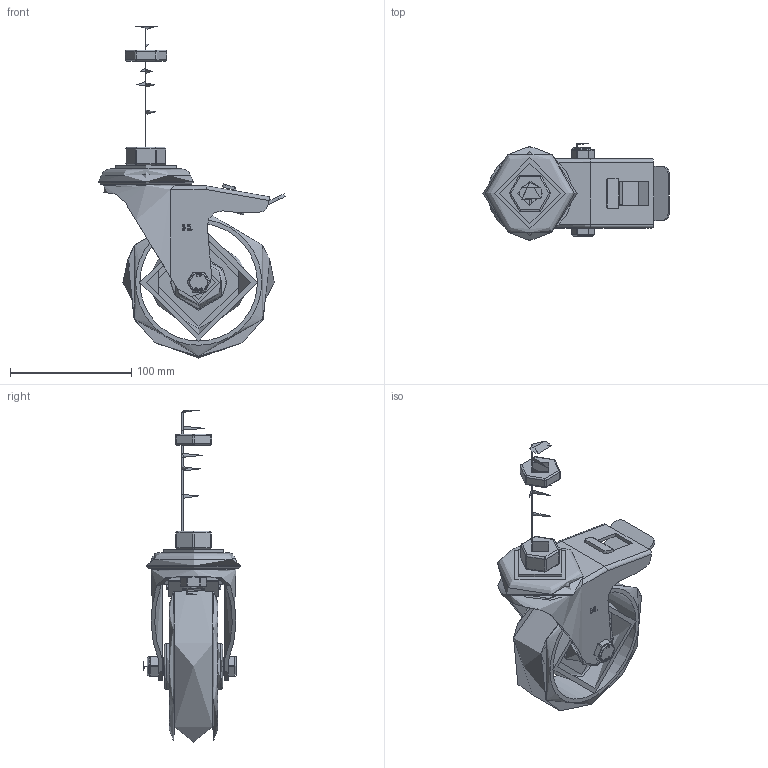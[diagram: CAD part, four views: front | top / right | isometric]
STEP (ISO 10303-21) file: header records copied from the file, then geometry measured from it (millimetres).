
FILE_DESCRIPTION(/* description */ (''),/* implementation_level */ '2;1');
FILE_NAME(/* name */ 'SSEH125RNBSWBM20X100.step',/* time_stamp */ '2024-08-01T16:29:07+01:00',/* author */ (''),/* organization */ (''),/* preprocessor_version */ 'ST-DEVELOPER v20',/* originating_system */ 'Autodesk Translation Framework v13.14.0.145',/* authorisation */ '');
FILE_SCHEMA (('AUTOMOTIVE_DESIGN { 1 0 10303 214 3 1 1 }'));
Products named in the file (30): SSEH125RNBSWBM20X100; SSEH125ASBH12SWB v1; STAINLESS  STEEL TOP HEAD; STAINLESS STEEL FORKS; STAINLESS STEEL BRAKE PEDAL; BRAKE PAD; BRAKE PAD Geometry; brake bolt; BZH125WRNRB15 v1; 75 SHORE A ELASTIC RUBBER TYRE; NYLON RIM; NYLON RIM Geometry; CAP; ROLLER BEARING; CAGE; RIBS; Component4; TUBEM15X50SS v1; STAINLESS STEEL AXLE TUBE; BOLTM10X70A2 v2; GRADE A2 304 STAINLESS STEEL BOLT; NYLOCM10A2 v1; STAINLESS STEEL NUT; RUBBER (1); NUT (1); STM20X100 v2; STEM; NUTS; NM12NYZ; WASHER
Assembly tree (36 placements, depth 5):
  SSEH125RNBSWBM20X100
    SSEH125ASBH12SWB v1
      STAINLESS  STEEL TOP HEAD
      STAINLESS STEEL FORKS
      STAINLESS STEEL BRAKE PEDAL
      BRAKE PAD
        BRAKE PAD Geometry
        brake bolt
    BZH125WRNRB15 v1
      75 SHORE A ELASTIC RUBBER TYRE
      NYLON RIM
        NYLON RIM Geometry
        CAP
      ROLLER BEARING
        CAGE
        RIBS
          Component4  x8
    TUBEM15X50SS v1
      STAINLESS STEEL AXLE TUBE
    BOLTM10X70A2 v2
      GRADE A2 304 STAINLESS STEEL BOLT
    NYLOCM10A2 v1
      STAINLESS STEEL NUT
        RUBBER (1)
        NUT (1)
    STM20X100 v2
      STEM
      NUTS
      NM12NYZ
      WASHER
Bounding box: 154 x 80.5 x 274 mm (x, y, z)
Volume: 506354.7 mm3; surface area: 186834.8 mm2
Topology: 26 solids, 26 shells, 935 faces, 2378 edges, 1516 vertices
Faces by surface type: plane 381, cylinder 363, bspline 103, sphere 42, torus 26, cone 20
Full cylindrical faces by diameter (mm): 4 x8, 8 x2, 8.141 x18, 9.836 x19, 9.85 x18, 10 x3, 10.25 x2, 10.5 x1, 11.834 x19, 12 x4, 12.2 x1, 15 x4, 15.5 x1, 16 x1, 16.938 x37, 17 x1, 18 x1, 19.791 x37, 20 x2, 22.5 x1, 22.75 x1, 23 x1, 23.5 x1, 25 x1, 27.9 x1, 28 x1, 28.745 x1, 34 x1, 38 x2, 44.584 x1
Entity records: 51342 total; most frequent: CARTESIAN_POINT 29165, ORIENTED_EDGE 4714, DIRECTION 4102, EDGE_CURVE 2357, VERTEX_POINT 1502, AXIS2_PLACEMENT_3D 1486, LINE 1130, VECTOR 1130
